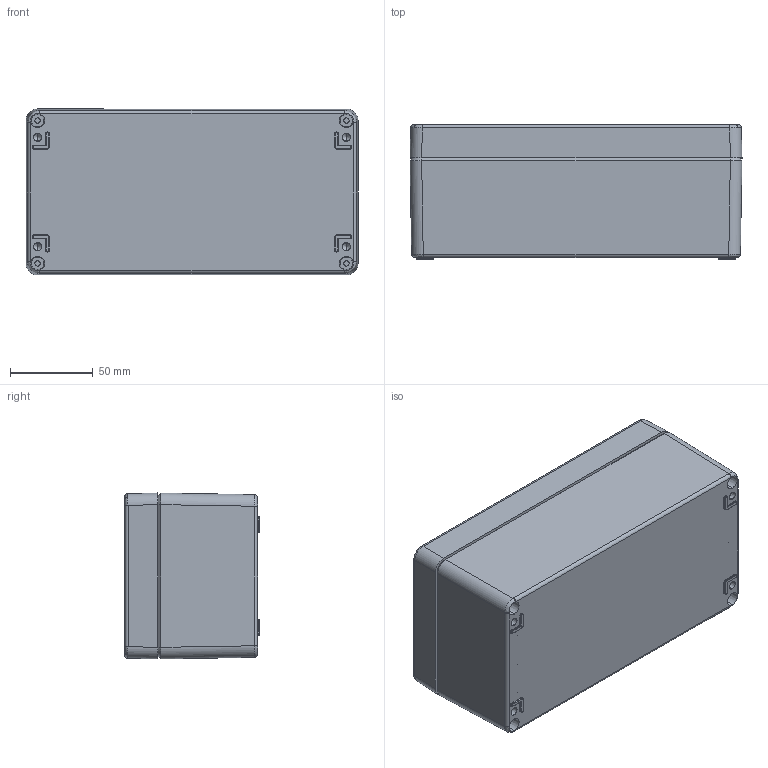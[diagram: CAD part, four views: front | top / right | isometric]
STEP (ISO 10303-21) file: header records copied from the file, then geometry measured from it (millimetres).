
FILE_DESCRIPTION (( 'STEP AP214' ), '1' );
FILE_NAME ('01102008.STEP', '2009-03-10T07:44:23', ( ' ' ), ( '' ), 'SwSTEP 2.0', 'SolidWorks 2008', '' );
FILE_SCHEMA (( 'AUTOMOTIVE_DESIGN' ));
Length unit declared in the file: millimetre
Products named in the file (5): 01157_Standard; 82003_Standard; 93133_Standard; 02157_Standard; 01102008
Assembly tree (7 placements, depth 2):
  01102008
    02157_Standard
    93133_Standard  x4
    82003_Standard
    01157_Standard
Bounding box: 200 x 81 x 100 mm (x, y, z)
Volume: 340508.2 mm3; surface area: 180551.5 mm2
Topology: 7 solids, 7 shells, 874 faces, 2081 edges, 1231 vertices
Faces by surface type: cylinder 266, bspline 212, plane 212, cone 116, torus 68
Entity records: 34336 total; most frequent: CARTESIAN_POINT 17384, ORIENTED_EDGE 3716, DIRECTION 3272, EDGE_CURVE 1858, AXIS2_PLACEMENT_3D 1275, VERTEX_POINT 1105, EDGE_LOOP 849, ADVANCED_FACE 793
